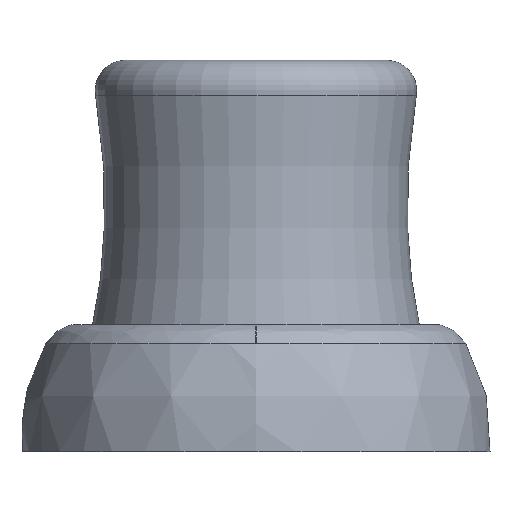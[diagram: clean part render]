
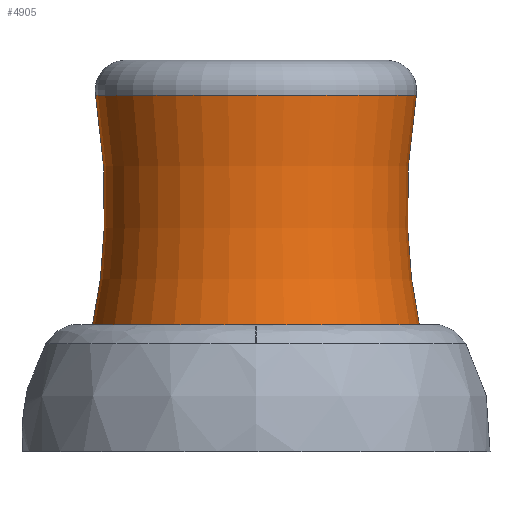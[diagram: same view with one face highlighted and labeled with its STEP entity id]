
A CAD part, left-side view. The second image highlights one B-rep face of the part: STEP entity #4905.
In plain terms, the highlighted toroidal (fillet/blend) face has major radius 120.685 mm and minor radius 98.071 mm.
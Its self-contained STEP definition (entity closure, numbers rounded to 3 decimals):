
#275=B_SPLINE_CURVE_WITH_KNOTS('',3,(#7426,#7427,#7428,#7429,#7430,#7431),
 .UNSPECIFIED.,.F.,.F.,(4,2,4),(29.035,29.075,29.429),
 .UNSPECIFIED.);
#276=B_SPLINE_CURVE_WITH_KNOTS('',3,(#7432,#7433,#7434,#7435),
 .UNSPECIFIED.,.F.,.F.,(4,4),(29.429,29.651),
 .UNSPECIFIED.);
#277=B_SPLINE_CURVE_WITH_KNOTS('',3,(#7440,#7441,#7442,#7443),
 .UNSPECIFIED.,.F.,.F.,(4,4),(28.5,28.721),
 .UNSPECIFIED.);
#278=B_SPLINE_CURVE_WITH_KNOTS('',3,(#7445,#7446,#7447,#7448,#7449,#7450),
 .UNSPECIFIED.,.F.,.F.,(4,2,4),(28.721,29.075,29.115),
 .UNSPECIFIED.);
#348=TOROIDAL_SURFACE('',#5237,120.685,98.071);
#383=FACE_OUTER_BOUND('',#688,.T.);
#688=EDGE_LOOP('',(#3284,#3285,#3286,#3287,#3288,#3289,#3290,#3291,#3292,
#3293,#3294,#3295,#3296,#3297));
#1739=CIRCLE('',#5233,22.792);
#1742=CIRCLE('',#5236,22.792);
#1743=CIRCLE('',#5238,23.971);
#1744=CIRCLE('',#5239,98.071);
#1745=CIRCLE('',#5240,22.615);
#1746=CIRCLE('',#5241,98.071);
#1747=CIRCLE('',#5242,25.);
#1748=CIRCLE('',#5243,22.615);
#2054=VERTEX_POINT('',#7406);
#2055=VERTEX_POINT('',#7407);
#2059=VERTEX_POINT('',#7415);
#2060=VERTEX_POINT('',#7419);
#2061=VERTEX_POINT('',#7421);
#2062=VERTEX_POINT('',#7423);
#2063=VERTEX_POINT('',#7425);
#2064=VERTEX_POINT('',#7436);
#2065=VERTEX_POINT('',#7439);
#2066=VERTEX_POINT('',#7444);
#2532=EDGE_CURVE('',#2054,#2055,#1739,.T.);
#2537=EDGE_CURVE('',#2055,#2059,#1742,.T.);
#2538=EDGE_CURVE('',#2060,#2060,#1743,.T.);
#2539=EDGE_CURVE('',#2060,#2061,#1744,.T.);
#2540=EDGE_CURVE('',#2061,#2062,#1745,.T.);
#2541=EDGE_CURVE('',#2062,#2063,#275,.T.);
#2542=EDGE_CURVE('',#2063,#2054,#276,.T.);
#2543=EDGE_CURVE('',#2055,#2064,#1746,.T.);
#2544=EDGE_CURVE('',#2064,#2064,#1747,.T.);
#2545=EDGE_CURVE('',#2059,#2065,#277,.T.);
#2546=EDGE_CURVE('',#2065,#2066,#278,.T.);
#2547=EDGE_CURVE('',#2066,#2061,#1748,.T.);
#3284=ORIENTED_EDGE('',*,*,#2538,.F.);
#3285=ORIENTED_EDGE('',*,*,#2539,.T.);
#3286=ORIENTED_EDGE('',*,*,#2540,.T.);
#3287=ORIENTED_EDGE('',*,*,#2541,.T.);
#3288=ORIENTED_EDGE('',*,*,#2542,.T.);
#3289=ORIENTED_EDGE('',*,*,#2532,.T.);
#3290=ORIENTED_EDGE('',*,*,#2543,.T.);
#3291=ORIENTED_EDGE('',*,*,#2544,.F.);
#3292=ORIENTED_EDGE('',*,*,#2543,.F.);
#3293=ORIENTED_EDGE('',*,*,#2537,.T.);
#3294=ORIENTED_EDGE('',*,*,#2545,.T.);
#3295=ORIENTED_EDGE('',*,*,#2546,.T.);
#3296=ORIENTED_EDGE('',*,*,#2547,.T.);
#3297=ORIENTED_EDGE('',*,*,#2539,.F.);
#4905=ADVANCED_FACE('',(#383),#348,.F.);
#5233=AXIS2_PLACEMENT_3D('',#7408,#5849,#5850);
#5236=AXIS2_PLACEMENT_3D('',#7417,#5857,#5858);
#5237=AXIS2_PLACEMENT_3D('',#7418,#5859,#5860);
#5238=AXIS2_PLACEMENT_3D('',#7420,#5861,#5862);
#5239=AXIS2_PLACEMENT_3D('',#7422,#5863,#5864);
#5240=AXIS2_PLACEMENT_3D('',#7424,#5865,#5866);
#5241=AXIS2_PLACEMENT_3D('',#7437,#5867,#5868);
#5242=AXIS2_PLACEMENT_3D('',#7438,#5869,#5870);
#5243=AXIS2_PLACEMENT_3D('',#7451,#5871,#5872);
#5849=DIRECTION('center_axis',(0.,0.,-1.));
#5850=DIRECTION('ref_axis',(-1.,0.,0.));
#5857=DIRECTION('center_axis',(0.,0.,-1.));
#5858=DIRECTION('ref_axis',(-1.,0.,0.));
#5859=DIRECTION('center_axis',(0.,0.,-1.));
#5860=DIRECTION('ref_axis',(-1.,0.,0.));
#5861=DIRECTION('center_axis',(0.,0.,1.));
#5862=DIRECTION('ref_axis',(1.,0.,0.));
#5863=DIRECTION('center_axis',(0.,-1.,0.));
#5864=DIRECTION('ref_axis',(1.,0.,0.));
#5865=DIRECTION('center_axis',(0.,0.,1.));
#5866=DIRECTION('ref_axis',(-1.,0.,0.));
#5867=DIRECTION('center_axis',(0.,-1.,0.));
#5868=DIRECTION('ref_axis',(1.,0.,0.));
#5869=DIRECTION('center_axis',(0.,0.,-1.));
#5870=DIRECTION('ref_axis',(1.,0.,0.));
#5871=DIRECTION('center_axis',(0.,0.,1.));
#5872=DIRECTION('ref_axis',(-1.,0.,0.));
#7406=CARTESIAN_POINT('',(22.237,5.,31.1));
#7407=CARTESIAN_POINT('',(22.792,0.,31.1));
#7408=CARTESIAN_POINT('Origin',(0.,0.,31.1));
#7415=CARTESIAN_POINT('',(22.237,-5.,31.1));
#7417=CARTESIAN_POINT('Origin',(0.,0.,31.1));
#7418=CARTESIAN_POINT('Origin',(0.,0.,37.));
#7419=CARTESIAN_POINT('',(23.971,0.,53.254));
#7420=CARTESIAN_POINT('Origin',(0.,0.,53.254));
#7421=CARTESIAN_POINT('',(22.615,0.,37.4));
#7422=CARTESIAN_POINT('Origin',(120.685,0.,
37.));
#7423=CARTESIAN_POINT('',(22.055,5.,37.4));
#7424=CARTESIAN_POINT('Origin',(0.,0.,37.4));
#7425=CARTESIAN_POINT('',(22.122,5.,33.4));
#7426=CARTESIAN_POINT('Ctrl Pts',(22.055,5.,37.4));
#7427=CARTESIAN_POINT('Ctrl Pts',(22.055,5.,37.266));
#7428=CARTESIAN_POINT('Ctrl Pts',(22.055,5.,37.133));
#7429=CARTESIAN_POINT('Ctrl Pts',(22.055,5.,35.82));
#7430=CARTESIAN_POINT('Ctrl Pts',(22.076,5.,34.618));
#7431=CARTESIAN_POINT('Ctrl Pts',(22.122,5.,33.4));
#7432=CARTESIAN_POINT('Ctrl Pts',(22.122,5.,33.4));
#7433=CARTESIAN_POINT('Ctrl Pts',(22.151,5.,32.639));
#7434=CARTESIAN_POINT('Ctrl Pts',(22.189,5.,31.872));
#7435=CARTESIAN_POINT('Ctrl Pts',(22.237,5.,31.1));
#7436=CARTESIAN_POINT('',(25.,0.,15.5));
#7437=CARTESIAN_POINT('Origin',(120.685,0.,
37.));
#7438=CARTESIAN_POINT('Origin',(0.,0.,15.5));
#7439=CARTESIAN_POINT('',(22.122,-5.,33.4));
#7440=CARTESIAN_POINT('Ctrl Pts',(22.237,-5.,31.1));
#7441=CARTESIAN_POINT('Ctrl Pts',(22.189,-5.,31.872));
#7442=CARTESIAN_POINT('Ctrl Pts',(22.151,-5.,32.639));
#7443=CARTESIAN_POINT('Ctrl Pts',(22.122,-5.,33.4));
#7444=CARTESIAN_POINT('',(22.055,-5.,37.4));
#7445=CARTESIAN_POINT('Ctrl Pts',(22.122,-5.,33.4));
#7446=CARTESIAN_POINT('Ctrl Pts',(22.076,-5.,34.618));
#7447=CARTESIAN_POINT('Ctrl Pts',(22.055,-5.,35.82));
#7448=CARTESIAN_POINT('Ctrl Pts',(22.055,-5.,37.133));
#7449=CARTESIAN_POINT('Ctrl Pts',(22.055,-5.,37.266));
#7450=CARTESIAN_POINT('Ctrl Pts',(22.055,-5.,37.4));
#7451=CARTESIAN_POINT('Origin',(0.,0.,37.4));
